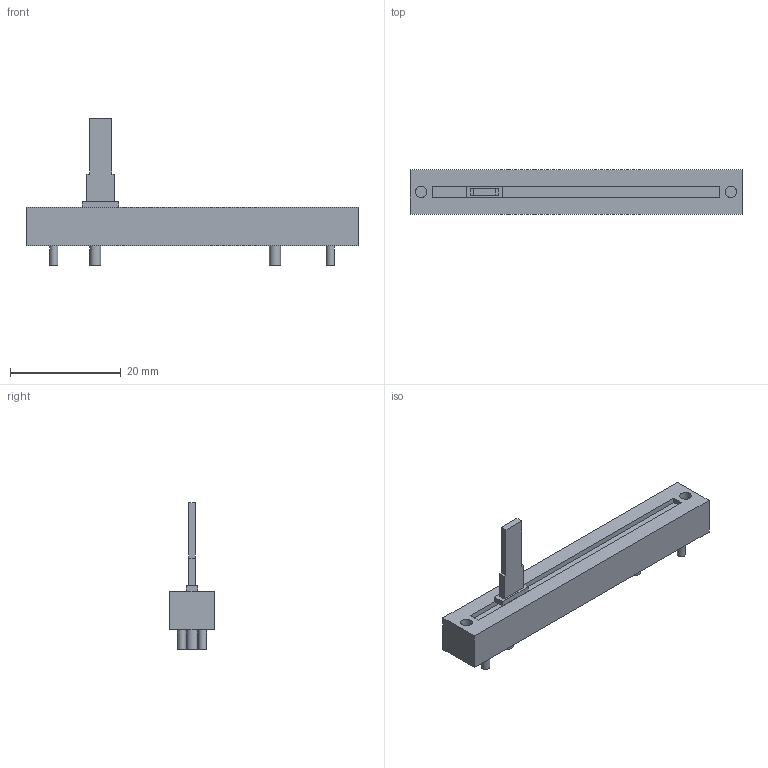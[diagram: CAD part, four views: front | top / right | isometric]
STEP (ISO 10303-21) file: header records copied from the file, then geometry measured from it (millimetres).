
FILE_DESCRIPTION(/* description */ ('','CAx-IF Rec.Pracs.---Representation and Presentation of Product Manufacturing Information (PMI)---4.0---2014-10-13'),/* implementation_level */ '2;1');
FILE_NAME(/* name */ 'Slider Alps v12.step',/* time_stamp */ '2025-03-02T11:50:13+01:00',/* author */ (''),/* organization */ (''),/* preprocessor_version */ 'ST-DEVELOPER v20',/* originating_system */ 'Autodesk Translation Framework v13.20.0.188',/* authorisation */ '');
FILE_SCHEMA (('AP242_MANAGED_MODEL_BASED_3D_ENGINEERING_MIM_LF { 1 0 10303 442 1 1 4 }'));
Length unit declared in the file: millimetre
Products named in the file (3): Slider Alps; Component1; barre
Assembly tree (2 placements, depth 3):
  Slider Alps
    Component1
      barre
Bounding box: 60 x 8 x 26.5 mm (x, y, z)
Volume: 3367 mm3; surface area: 2362.6 mm2
Topology: 2 solids, 2 shells, 40 faces, 81 edges, 54 vertices
Faces by surface type: plane 33, cylinder 7
Full cylindrical faces by diameter (mm): 1.5 x3, 2 x2, 2.1 x2
Entity records: 1136 total; most frequent: DIRECTION 187, CARTESIAN_POINT 181, ORIENTED_EDGE 162, EDGE_CURVE 81, LINE 67, VECTOR 67, AXIS2_PLACEMENT_3D 60, VERTEX_POINT 54
